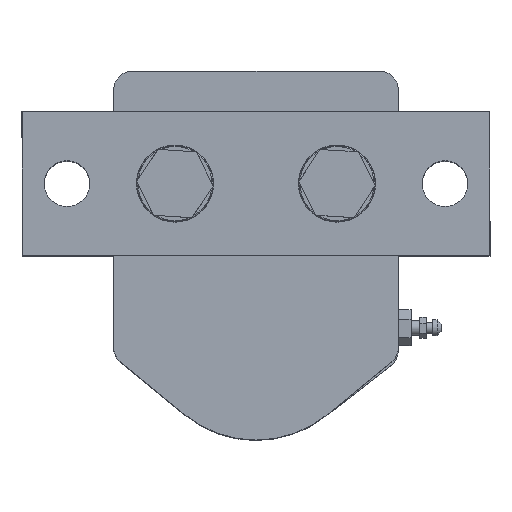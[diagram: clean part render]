
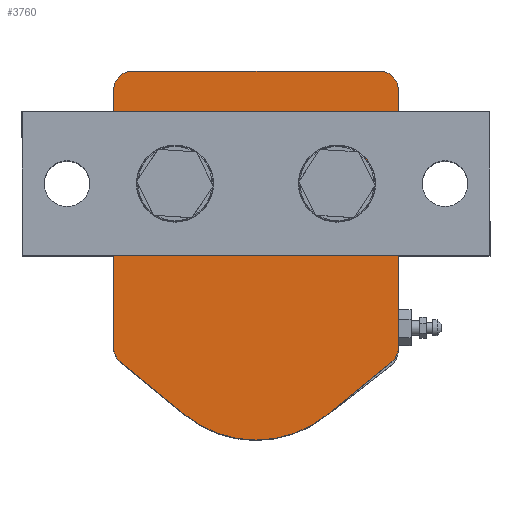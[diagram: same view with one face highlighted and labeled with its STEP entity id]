
A CAD part, top view. The second image highlights one B-rep face of the part: STEP entity #3760.
In plain terms, the highlighted face is planar.
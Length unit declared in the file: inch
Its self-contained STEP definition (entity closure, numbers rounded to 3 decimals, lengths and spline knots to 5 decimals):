
#3568=CARTESIAN_POINT('',(3.57623,4.2692,0.0));
#3569=VERTEX_POINT('',#3568);
#3576=CARTESIAN_POINT('',(3.32623,4.5192,0.0));
#3577=VERTEX_POINT('',#3576);
#3578=CARTESIAN_POINT('',(3.32623,4.2692,0.0));
#3579=DIRECTION('',(0.0,0.0,1.));
#3580=DIRECTION('',(0.707,0.707,0.0));
#3581=AXIS2_PLACEMENT_3D('',#3578,#3579,#3580);
#3582=CIRCLE('',#3581,0.25);
#3583=EDGE_CURVE('',#3569,#3577,#3582,.T.);
#3601=CARTESIAN_POINT('',(3.57623,0.6777,0.0));
#3602=VERTEX_POINT('',#3601);
#3609=CARTESIAN_POINT('',(3.57623,0.6777,0.0));
#3610=DIRECTION('',(0.0,1.0,0.0));
#3611=VECTOR('',#3610,3.5915);
#3612=LINE('',#3609,#3611);
#3613=EDGE_CURVE('',#3602,#3569,#3612,.T.);
#3627=CARTESIAN_POINT('',(-0.12377,4.5192,0.0));
#3628=VERTEX_POINT('',#3627);
#3635=CARTESIAN_POINT('',(-0.37377,4.2692,0.0));
#3636=VERTEX_POINT('',#3635);
#3637=CARTESIAN_POINT('',(-0.12377,4.2692,0.0));
#3638=DIRECTION('',(0.0,0.0,1.));
#3639=DIRECTION('',(-0.707,0.707,0.0));
#3640=AXIS2_PLACEMENT_3D('',#3637,#3638,#3639);
#3641=CIRCLE('',#3640,0.25);
#3642=EDGE_CURVE('',#3628,#3636,#3641,.T.);
#3659=CARTESIAN_POINT('',(-0.37377,0.6777,0.0));
#3660=VERTEX_POINT('',#3659);
#3661=CARTESIAN_POINT('',(-0.37377,4.2692,0.0));
#3662=DIRECTION('',(0.0,-1.0,0.0));
#3663=VECTOR('',#3662,3.5915);
#3664=LINE('',#3661,#3663);
#3665=EDGE_CURVE('',#3636,#3660,#3664,.T.);
#3680=CARTESIAN_POINT('',(1.60123,1.9592,0.0));
#3681=DIRECTION('',(0.0,0.0,1.0));
#3682=DIRECTION('',(1.0,0.0,0.0));
#3683=AXIS2_PLACEMENT_3D('',#3680,#3681,#3682);
#3684=PLANE('',#3683);
#3685=ORIENTED_EDGE('',*,*,#3583,.F.);
#3686=ORIENTED_EDGE('',*,*,#3613,.F.);
#3687=CARTESIAN_POINT('',(3.48451,0.48418,0.0));
#3688=VERTEX_POINT('',#3687);
#3689=CARTESIAN_POINT('',(3.32623,0.6777,0.0));
#3690=DIRECTION('',(0.0,0.0,1.));
#3691=DIRECTION('',(0.904,-0.428,0.0));
#3692=AXIS2_PLACEMENT_3D('',#3689,#3690,#3691);
#3693=CIRCLE('',#3692,0.25);
#3694=EDGE_CURVE('',#3688,#3602,#3693,.T.);
#3695=ORIENTED_EDGE('',*,*,#3694,.F.);
#3696=CARTESIAN_POINT('',(2.58887,-0.24834,0.0));
#3697=VERTEX_POINT('',#3696);
#3698=CARTESIAN_POINT('',(3.48451,0.48418,0.0));
#3699=DIRECTION('',(-0.774,-0.633,0.0));
#3700=VECTOR('',#3699,1.15705);
#3701=LINE('',#3698,#3700);
#3702=EDGE_CURVE('',#3688,#3697,#3701,.T.);
#3703=ORIENTED_EDGE('',*,*,#3702,.T.);
#3704=CARTESIAN_POINT('',(0.6136,-0.24834,0.0));
#3705=VERTEX_POINT('',#3704);
#3706=CARTESIAN_POINT('',(1.60123,0.9592,0.0));
#3707=DIRECTION('',(0.0,0.0,-1.0));
#3708=DIRECTION('',(-0.633,-0.774,0.0));
#3709=AXIS2_PLACEMENT_3D('',#3706,#3707,#3708);
#3710=CIRCLE('',#3709,1.56);
#3711=EDGE_CURVE('',#3697,#3705,#3710,.T.);
#3712=ORIENTED_EDGE('',*,*,#3711,.T.);
#3713=CARTESIAN_POINT('',(-0.28204,0.48418,0.0));
#3714=VERTEX_POINT('',#3713);
#3715=CARTESIAN_POINT('',(0.6136,-0.24834,0.0));
#3716=DIRECTION('',(-0.774,0.633,0.0));
#3717=VECTOR('',#3716,1.15705);
#3718=LINE('',#3715,#3717);
#3719=EDGE_CURVE('',#3705,#3714,#3718,.T.);
#3720=ORIENTED_EDGE('',*,*,#3719,.T.);
#3721=CARTESIAN_POINT('',(-0.12377,0.6777,0.0));
#3722=DIRECTION('',(0.0,0.0,1.0));
#3723=DIRECTION('',(-0.904,-0.428,0.0));
#3724=AXIS2_PLACEMENT_3D('',#3721,#3722,#3723);
#3725=CIRCLE('',#3724,0.25);
#3726=EDGE_CURVE('',#3660,#3714,#3725,.T.);
#3727=ORIENTED_EDGE('',*,*,#3726,.F.);
#3728=ORIENTED_EDGE('',*,*,#3665,.F.);
#3729=ORIENTED_EDGE('',*,*,#3642,.F.);
#3730=CARTESIAN_POINT('',(3.32623,4.5192,0.0));
#3731=DIRECTION('',(-1.0,0.0,0.0));
#3732=VECTOR('',#3731,3.45);
#3733=LINE('',#3730,#3732);
#3734=EDGE_CURVE('',#3577,#3628,#3733,.T.);
#3735=ORIENTED_EDGE('',*,*,#3734,.F.);
#3736=EDGE_LOOP('',(#3685,#3686,#3695,#3703,#3712,#3720,#3727,#3728,#3729,#3735));
#3737=FACE_OUTER_BOUND('',#3736,.T.);
#3738=CARTESIAN_POINT('',(0.80423,2.9592,0.0));
#3739=VERTEX_POINT('',#3738);
#3740=CARTESIAN_POINT('',(0.47623,2.9592,0.0));
#3741=DIRECTION('',(0.0,0.0,1.0));
#3742=DIRECTION('',(1.0,0.0,0.0));
#3743=AXIS2_PLACEMENT_3D('',#3740,#3741,#3742);
#3744=CIRCLE('',#3743,0.328);
#3745=EDGE_CURVE('',#3739,#3739,#3744,.T.);
#3746=ORIENTED_EDGE('',*,*,#3745,.T.);
#3747=EDGE_LOOP('',(#3746));
#3748=FACE_BOUND('',#3747,.T.);
#3749=CARTESIAN_POINT('',(3.05423,2.9592,0.0));
#3750=VERTEX_POINT('',#3749);
#3751=CARTESIAN_POINT('',(2.72623,2.9592,0.0));
#3752=DIRECTION('',(0.0,0.0,1.0));
#3753=DIRECTION('',(1.0,0.0,0.0));
#3754=AXIS2_PLACEMENT_3D('',#3751,#3752,#3753);
#3755=CIRCLE('',#3754,0.328);
#3756=EDGE_CURVE('',#3750,#3750,#3755,.T.);
#3757=ORIENTED_EDGE('',*,*,#3756,.T.);
#3758=EDGE_LOOP('',(#3757));
#3759=FACE_BOUND('',#3758,.T.);
#3760=ADVANCED_FACE('',(#3737,#3748,#3759),#3684,.F.);
